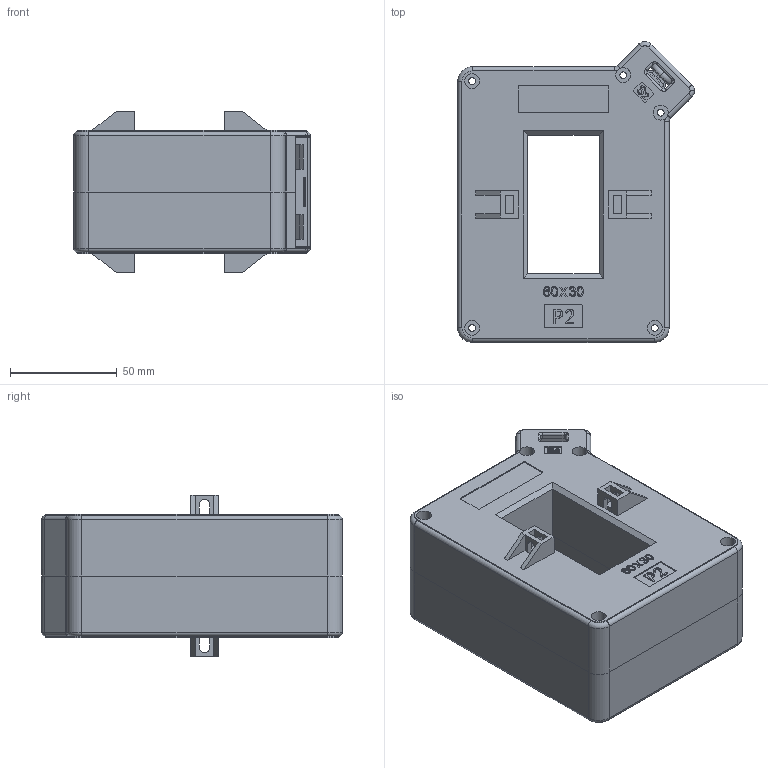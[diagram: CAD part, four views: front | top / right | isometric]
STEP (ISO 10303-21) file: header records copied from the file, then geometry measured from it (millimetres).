
FILE_DESCRIPTION (( 'STEP AP203' ), '1' );
FILE_NAME ('装配体60-30.STEP', '2025-06-17T13:53:09', ( '微软用户' ), ( '微软中国' ), 'SwSTEP 2.0', 'SolidWorks 2020', '' );
FILE_SCHEMA (( 'CONFIG_CONTROL_DESIGN' ));
Length unit declared in the file: millimetre
Products named in the file (8): 諉盄蹟佪3_ISO 7045 - M5 x 6 - Z --- 6S; 肣И璃5x10陔-1; 60-30-P2; 蚾饜极60-30; 縐諶; 60-30-P1; 猾裔6; 諉盄啣-1
Assembly tree (10 placements, depth 2):
  蚾饜极60-30
    60-30-P1
    60-30-P2
    縐諶
    肣И璃5x10陔-1  x2
    諉盄啣-1  x2
    諉盄蹟佪3_ISO 7045 - M5 x 6 - Z --- 6S  x2
    猾裔6
Bounding box: 110.78 x 140.78 x 75.6 mm (x, y, z)
Volume: 156620.6 mm3; surface area: 134625.7 mm2
Topology: 10 solids, 10 shells, 1078 faces, 2829 edges, 1828 vertices
Faces by surface type: plane 563, cylinder 285, bspline 158, torus 52, cone 16, sphere 4
Entity records: 40443 total; most frequent: CARTESIAN_POINT 15269, ORIENTED_EDGE 5270, DIRECTION 4621, EDGE_CURVE 2635, VERTEX_POINT 1708, LINE 1653, VECTOR 1653, AXIS2_PLACEMENT_3D 1484
